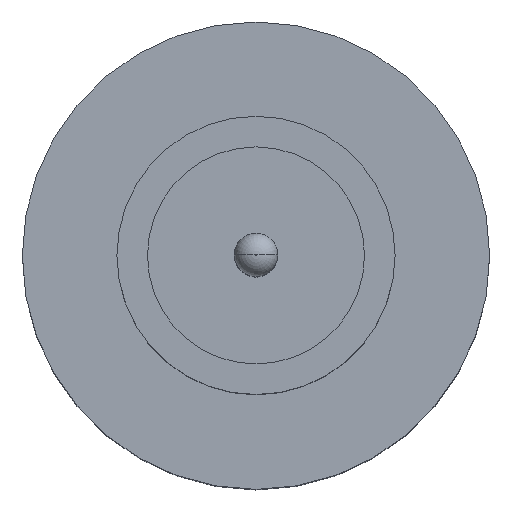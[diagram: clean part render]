
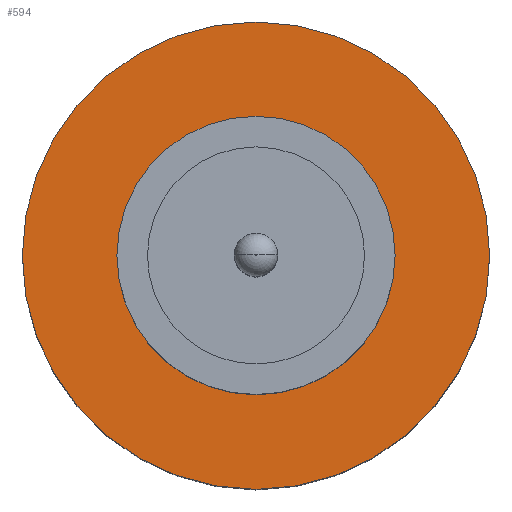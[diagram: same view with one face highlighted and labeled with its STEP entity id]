
A CAD part, top view. The second image highlights one B-rep face of the part: STEP entity #594.
In plain terms, the highlighted planar face has unit normal (0, 0, 1).
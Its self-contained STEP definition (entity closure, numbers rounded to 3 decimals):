
#17 = DIRECTION ( 'NONE',  ( 0., 0., 1. ) ) ;
#80 = CARTESIAN_POINT ( 'NONE',  ( 2.1, 0., 1.55 ) ) ;
#101 = EDGE_CURVE ( 'NONE', #886, #427, #606, .T. ) ;
#126 = DIRECTION ( 'NONE',  ( 0., 0., 1. ) ) ;
#141 = CIRCLE ( 'NONE', #569, 1.25 ) ;
#176 = FACE_BOUND ( 'NONE', #271, .T. ) ;
#248 = ORIENTED_EDGE ( 'NONE', *, *, #801, .F. ) ;
#258 = AXIS2_PLACEMENT_3D ( 'NONE', #946, #17, #553 ) ;
#271 = EDGE_LOOP ( 'NONE', ( #248, #938 ) ) ;
#304 = DIRECTION ( 'NONE',  ( 1., 0., 0. ) ) ;
#324 = CARTESIAN_POINT ( 'NONE',  ( 0., 0., 1.55 ) ) ;
#327 = AXIS2_PLACEMENT_3D ( 'NONE', #571, #126, #580 ) ;
#398 = EDGE_CURVE ( 'NONE', #858, #484, #141, .T. ) ;
#414 = CIRCLE ( 'NONE', #526, 1.25 ) ;
#427 = VERTEX_POINT ( 'NONE', #80 ) ;
#475 = DIRECTION ( 'NONE',  ( 0., 0., 1. ) ) ;
#484 = VERTEX_POINT ( 'NONE', #882 ) ;
#486 = DIRECTION ( 'NONE',  ( 0., 0., 1. ) ) ;
#526 = AXIS2_PLACEMENT_3D ( 'NONE', #324, #931, #304 ) ;
#553 = DIRECTION ( 'NONE',  ( 1., 0., 0. ) ) ;
#562 = ORIENTED_EDGE ( 'NONE', *, *, #101, .T. ) ;
#569 = AXIS2_PLACEMENT_3D ( 'NONE', #943, #475, #961 ) ;
#571 = CARTESIAN_POINT ( 'NONE',  ( 0., 0., 1.55 ) ) ;
#580 = DIRECTION ( 'NONE',  ( 1., 0., 0. ) ) ;
#583 = PLANE ( 'NONE',  #327 ) ;
#586 = CIRCLE ( 'NONE', #879, 2.1 ) ;
#594 = ADVANCED_FACE ( 'NONE', ( #176, #814 ), #583, .T. ) ;
#606 = CIRCLE ( 'NONE', #258, 2.1 ) ;
#639 = ORIENTED_EDGE ( 'NONE', *, *, #951, .T. ) ;
#687 = CARTESIAN_POINT ( 'NONE',  ( -2.1, 0., 1.55 ) ) ;
#719 = CARTESIAN_POINT ( 'NONE',  ( 0., 0., 1.55 ) ) ;
#785 = EDGE_LOOP ( 'NONE', ( #562, #639 ) ) ;
#801 = EDGE_CURVE ( 'NONE', #484, #858, #414, .T. ) ;
#810 = DIRECTION ( 'NONE',  ( 1., 0., 0. ) ) ;
#814 = FACE_OUTER_BOUND ( 'NONE', #785, .T. ) ;
#839 = CARTESIAN_POINT ( 'NONE',  ( -1.25, 0., 1.55 ) ) ;
#858 = VERTEX_POINT ( 'NONE', #839 ) ;
#879 = AXIS2_PLACEMENT_3D ( 'NONE', #719, #486, #810 ) ;
#882 = CARTESIAN_POINT ( 'NONE',  ( 1.25, 0., 1.55 ) ) ;
#886 = VERTEX_POINT ( 'NONE', #687 ) ;
#931 = DIRECTION ( 'NONE',  ( 0., 0., 1. ) ) ;
#938 = ORIENTED_EDGE ( 'NONE', *, *, #398, .F. ) ;
#943 = CARTESIAN_POINT ( 'NONE',  ( 0., 0., 1.55 ) ) ;
#946 = CARTESIAN_POINT ( 'NONE',  ( 0., 0., 1.55 ) ) ;
#951 = EDGE_CURVE ( 'NONE', #427, #886, #586, .T. ) ;
#961 = DIRECTION ( 'NONE',  ( 1., 0., 0. ) ) ;
